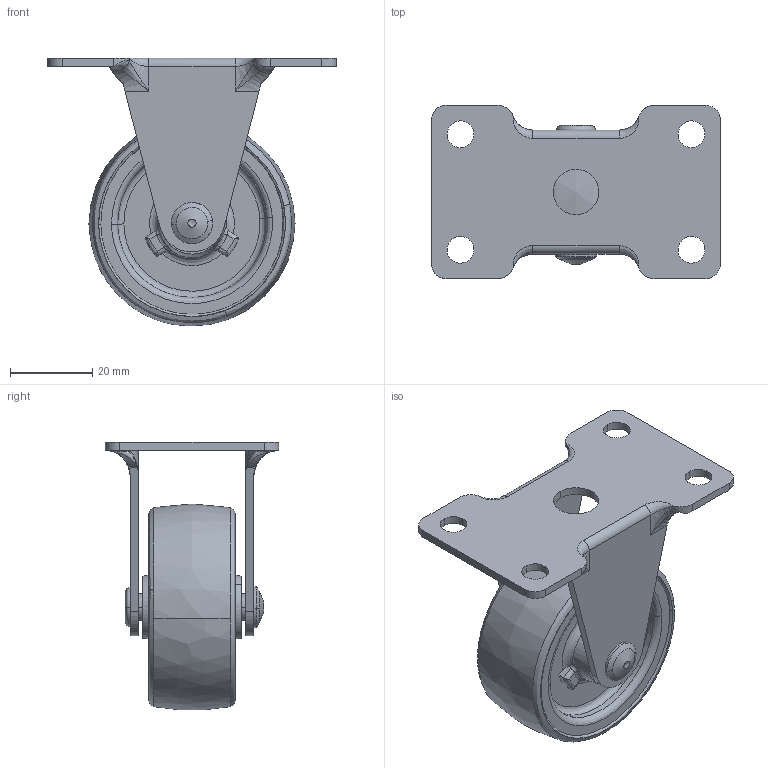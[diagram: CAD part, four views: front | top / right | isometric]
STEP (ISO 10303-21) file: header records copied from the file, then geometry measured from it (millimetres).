
FILE_DESCRIPTION((''),'2;1');
FILE_NAME('','2005-12-16T10:31:21',(''),(''),'','CADfix','');
FILE_SCHEMA(('AUTOMOTIVE_DESIGN'));
Length unit declared in the file: millimetre
Products named in the file (4): wheel; body; axle; 320ER_UR50_3662_36
Assembly tree (3 placements, depth 2):
  320ER_UR50_3662_36
    wheel
    body
    axle
Bounding box: 70 x 42 x 64.91 mm (x, y, z)
Volume: 41420 mm3; surface area: 19323.8 mm2
Topology: 3 solids, 3 shells, 231 faces, 681 edges, 430 vertices
Faces by surface type: bspline 231
Entity records: 12409 total; most frequent: CARTESIAN_POINT 8819, ORIENTED_EDGE 1290, EDGE_CURVE 645, VERTEX_POINT 430, EDGE_LOOP 257, FACE_OUTER_BOUND 231, ADVANCED_FACE 231, QUASI_UNIFORM_CURVE 172
